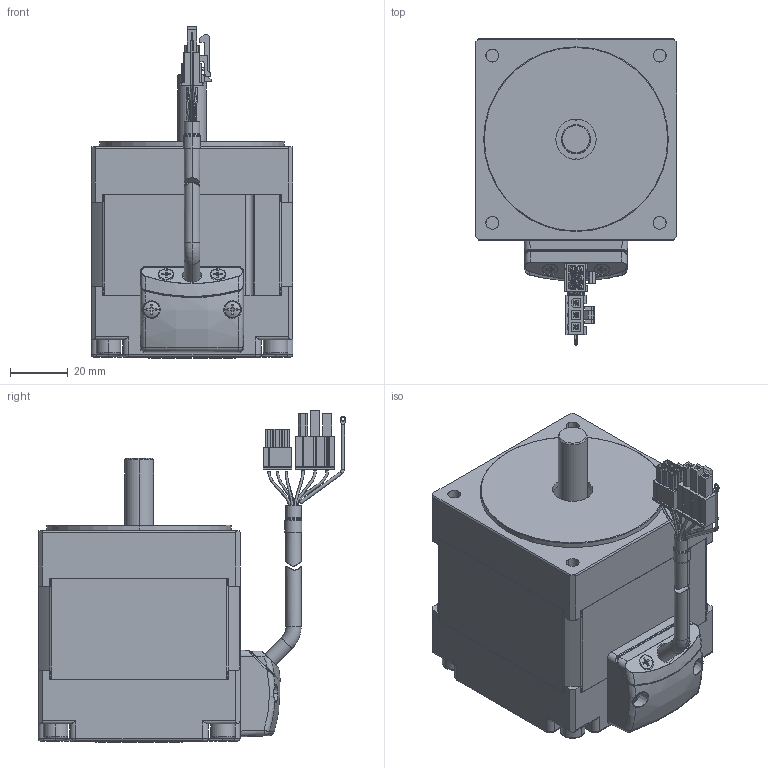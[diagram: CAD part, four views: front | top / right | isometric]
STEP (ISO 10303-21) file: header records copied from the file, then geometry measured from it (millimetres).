
FILE_DESCRIPTION((''),'2;1');
FILE_NAME('70BL200H2-7','2023-12-18T18:45:42',('TQ01065'),(''),'CREO PARAMETRIC BY PTC INC, 2018100','CREO PARAMETRIC BY PTC INC, 2018100','');
FILE_SCHEMA(('AUTOMOTIVE_DESIGN { 1 0 10303 214 1 1 1 1 }'));
Length unit declared in the file: millimetre
Products named in the file (1): 70BL200H2-7
Bounding box: 70 x 106.67 x 115.1 mm (x, y, z)
Surface area: 66273.9 mm2 (no closed solid volume)
Topology: 0 solids, 68 shells, 623 faces, 2530 edges, 1907 vertices
Faces by surface type: plane 320, cylinder 157, bspline 69, torus 39, cone 22, sphere 14, extrusion 2
Entity records: 34566 total; most frequent: CARTESIAN_POINT 14333, DIRECTION 3907, ORIENTED_EDGE 3758, EDGE_CURVE 2522, VERTEX_POINT 1907, VECTOR 1605, LINE 1603, AXIS2_PLACEMENT_3D 1151
